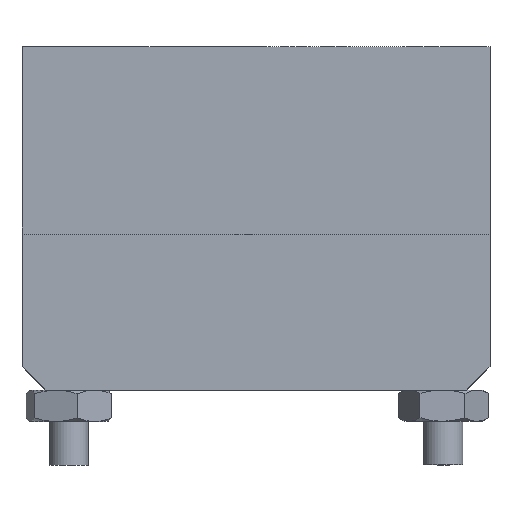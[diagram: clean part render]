
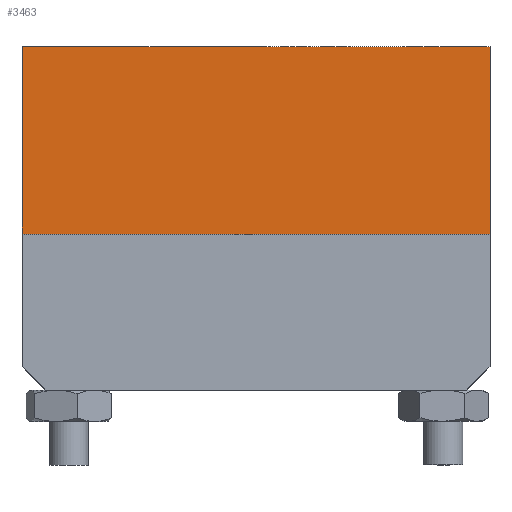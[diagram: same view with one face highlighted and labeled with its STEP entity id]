
A CAD part, top view. The second image highlights one B-rep face of the part: STEP entity #3463.
In plain terms, the highlighted planar face has unit normal (0, 0, 1).
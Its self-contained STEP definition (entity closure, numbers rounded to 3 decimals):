
#460 = CARTESIAN_POINT ( 'NONE',  ( 15., 0., 6.5 ) ) ;
#937 = VERTEX_POINT ( 'NONE', #1541 ) ;
#1030 = AXIS2_PLACEMENT_3D ( 'NONE', #1880, #1798, #1796 ) ;
#1225 = ORIENTED_EDGE ( 'NONE', *, *, #2810, .T. ) ;
#1420 = VERTEX_POINT ( 'NONE', #460 ) ;
#1541 = CARTESIAN_POINT ( 'NONE',  ( 15., 12., 6.5 ) ) ;
#1796 = DIRECTION ( 'NONE',  ( -1., 0., 0. ) ) ;
#1798 = DIRECTION ( 'NONE',  ( 0., 0., -1. ) ) ;
#1803 = PLANE ( 'NONE',  #1030 ) ;
#1821 = DIRECTION ( 'NONE',  ( 1., 0., 0. ) ) ;
#1853 = CARTESIAN_POINT ( 'NONE',  ( 15., 12., 6.5 ) ) ;
#1880 = CARTESIAN_POINT ( 'NONE',  ( 15., 12., 6.5 ) ) ;
#1969 = DIRECTION ( 'NONE',  ( 1., 0., 0. ) ) ;
#1998 = DIRECTION ( 'NONE',  ( 0., -1., 0. ) ) ;
#2009 = CARTESIAN_POINT ( 'NONE',  ( 15., 12., 6.5 ) ) ;
#2120 = CARTESIAN_POINT ( 'NONE',  ( -15., 0., 6.5 ) ) ;
#2136 = VERTEX_POINT ( 'NONE', #5157 ) ;
#2153 = CARTESIAN_POINT ( 'NONE',  ( 15., 0., 6.5 ) ) ;
#2497 = DIRECTION ( 'NONE',  ( 0., -1., 0. ) ) ;
#2810 = EDGE_CURVE ( 'NONE', #2136, #5077, #5793, .T. ) ;
#2850 = EDGE_CURVE ( 'NONE', #5077, #1420, #5639, .T. ) ;
#2858 = EDGE_CURVE ( 'NONE', #937, #1420, #5646, .T. ) ;
#2868 = EDGE_CURVE ( 'NONE', #2136, #937, #5621, .T. ) ;
#2917 = CARTESIAN_POINT ( 'NONE',  ( -15., 12., 6.5 ) ) ;
#3061 = ORIENTED_EDGE ( 'NONE', *, *, #2868, .F. ) ;
#3463 = ADVANCED_FACE ( 'NONE', ( #4382 ), #1803, .F. ) ;
#4382 = FACE_OUTER_BOUND ( 'NONE', #6901, .T. ) ;
#5077 = VERTEX_POINT ( 'NONE', #2120 ) ;
#5157 = CARTESIAN_POINT ( 'NONE',  ( -15., 12., 6.5 ) ) ;
#5519 = ORIENTED_EDGE ( 'NONE', *, *, #2858, .F. ) ;
#5608 = VECTOR ( 'NONE', #1821, 1000. ) ;
#5621 = LINE ( 'NONE', #1853, #5608 ) ;
#5637 = VECTOR ( 'NONE', #1969, 1000. ) ;
#5639 = LINE ( 'NONE', #2153, #5637 ) ;
#5646 = LINE ( 'NONE', #2009, #5781 ) ;
#5684 = ORIENTED_EDGE ( 'NONE', *, *, #2850, .T. ) ;
#5772 = VECTOR ( 'NONE', #2497, 1000. ) ;
#5781 = VECTOR ( 'NONE', #1998, 1000. ) ;
#5793 = LINE ( 'NONE', #2917, #5772 ) ;
#6901 = EDGE_LOOP ( 'NONE', ( #5684, #5519, #3061, #1225 ) ) ;
